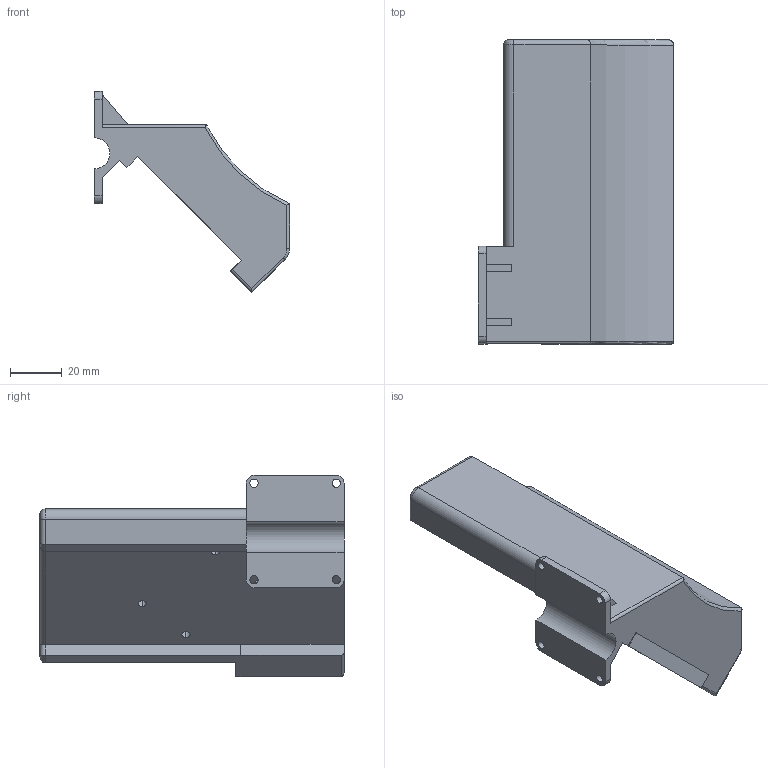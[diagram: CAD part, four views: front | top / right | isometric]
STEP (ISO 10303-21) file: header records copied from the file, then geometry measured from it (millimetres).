
FILE_DESCRIPTION (( 'STEP AP214' ), '1' );
FILE_NAME ('匐褒腹薯A - 噩砉.STEP', '2026-01-18T02:21:31', ( '' ), ( '' ), 'SwSTEP 2.0', 'SolidWorks 2025', '' );
FILE_SCHEMA (( 'AUTOMOTIVE_DESIGN' ));
Length unit declared in the file: millimetre
Products named in the file (1): 八角浮力A - 镜像
Bounding box: 75.63 x 117.9 x 77.99 mm (x, y, z)
Volume: 228330.2 mm3; surface area: 33062 mm2
Topology: 1 solids, 1 shells, 80 faces, 199 edges, 125 vertices
Faces by surface type: cylinder 40, plane 34, torus 6
Entity records: 2440 total; most frequent: CARTESIAN_POINT 473, DIRECTION 415, ORIENTED_EDGE 398, EDGE_CURVE 199, AXIS2_PLACEMENT_3D 147, VERTEX_POINT 125, VECTOR 121, LINE 121
